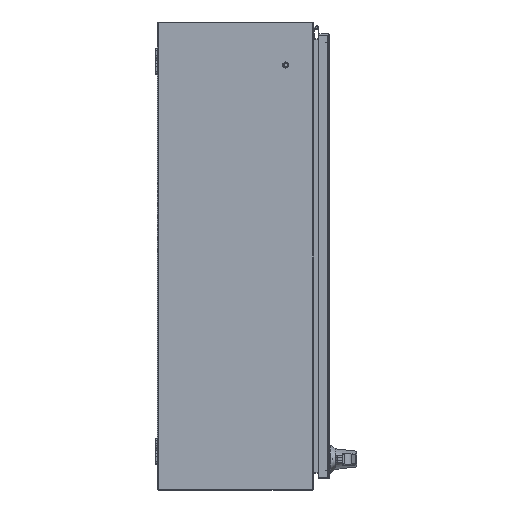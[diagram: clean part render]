
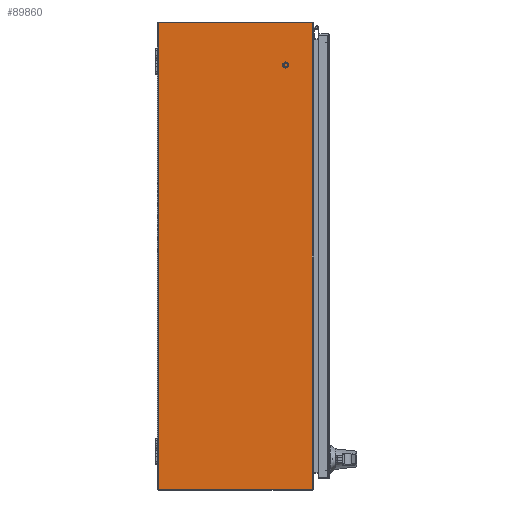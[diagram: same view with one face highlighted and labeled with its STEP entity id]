
A CAD part, front view. The second image highlights one B-rep face of the part: STEP entity #89860.
In plain terms, the highlighted face is planar.
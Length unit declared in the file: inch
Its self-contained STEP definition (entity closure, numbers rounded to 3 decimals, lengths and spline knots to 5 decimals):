
#8113 = VERTEX_POINT ( 'NONE', #39977 ) ;
#20717 = VECTOR ( 'NONE', #99535, 39.37008 ) ;
#24642 = VECTOR ( 'NONE', #62286, 39.37008 ) ;
#26129 = ORIENTED_EDGE ( 'NONE', *, *, #27658, .T. ) ;
#27658 = EDGE_CURVE ( 'NONE', #84873, #61595, #53198, .T. ) ;
#28924 = VECTOR ( 'NONE', #56558, 39.37008 ) ;
#30903 = VECTOR ( 'NONE', #56809, 39.37008 ) ;
#39977 = CARTESIAN_POINT ( 'NONE',  ( 17.928, -11.892, -30. ) ) ;
#40019 = CARTESIAN_POINT ( 'NONE',  ( 17.928, -11.892, -30. ) ) ;
#42238 = LINE ( 'NONE', #51332, #20717 ) ;
#43767 = PLANE ( 'NONE',  #45301 ) ;
#45301 = AXIS2_PLACEMENT_3D ( 'NONE', #117551, #62850, #72055 ) ;
#45716 = EDGE_CURVE ( 'NONE', #8113, #86209, #90890, .T. ) ;
#50330 = LINE ( 'NONE', #116973, #24642 ) ;
#51332 = CARTESIAN_POINT ( 'NONE',  ( -17.928, -0.072, -30. ) ) ;
#51886 = CARTESIAN_POINT ( 'NONE',  ( -17.928, -11.892, -30. ) ) ;
#53198 = LINE ( 'NONE', #66485, #28924 ) ;
#56558 = DIRECTION ( 'NONE',  ( 1., 0., 0. ) ) ;
#56809 = DIRECTION ( 'NONE',  ( -1., 0., 0. ) ) ;
#58976 = EDGE_CURVE ( 'NONE', #61595, #8113, #50330, .T. ) ;
#61595 = VERTEX_POINT ( 'NONE', #72577 ) ;
#62286 = DIRECTION ( 'NONE',  ( 0., -1., 0. ) ) ;
#62850 = DIRECTION ( 'NONE',  ( 0., 0., -1. ) ) ;
#66485 = CARTESIAN_POINT ( 'NONE',  ( 17.928, -0.072, -30. ) ) ;
#70961 = ORIENTED_EDGE ( 'NONE', *, *, #78930, .T. ) ;
#72055 = DIRECTION ( 'NONE',  ( 0., -1., 0. ) ) ;
#72577 = CARTESIAN_POINT ( 'NONE',  ( 17.928, -0.072, -30. ) ) ;
#73794 = ORIENTED_EDGE ( 'NONE', *, *, #45716, .T. ) ;
#78930 = EDGE_CURVE ( 'NONE', #86209, #84873, #42238, .T. ) ;
#84873 = VERTEX_POINT ( 'NONE', #106318 ) ;
#86209 = VERTEX_POINT ( 'NONE', #51886 ) ;
#86911 = EDGE_LOOP ( 'NONE', ( #103847, #73794, #70961, #26129 ) ) ;
#89860 = ADVANCED_FACE ( 'NONE', ( #96595 ), #43767, .T. ) ;
#90890 = LINE ( 'NONE', #40019, #30903 ) ;
#96595 = FACE_OUTER_BOUND ( 'NONE', #86911, .T. ) ;
#99535 = DIRECTION ( 'NONE',  ( 0., 1., 0. ) ) ;
#103847 = ORIENTED_EDGE ( 'NONE', *, *, #58976, .T. ) ;
#106318 = CARTESIAN_POINT ( 'NONE',  ( -17.928, -0.072, -30. ) ) ;
#116973 = CARTESIAN_POINT ( 'NONE',  ( 17.928, -0.072, -30. ) ) ;
#117551 = CARTESIAN_POINT ( 'NONE',  ( 17.928, -0.072, -30. ) ) ;
